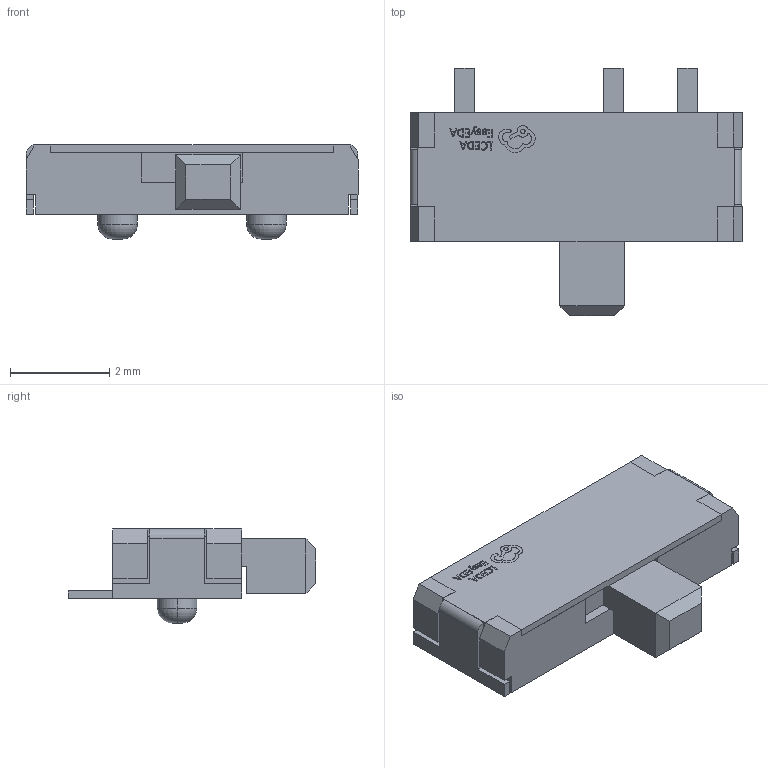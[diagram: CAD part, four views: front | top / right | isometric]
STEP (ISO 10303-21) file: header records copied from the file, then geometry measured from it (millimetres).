
FILE_DESCRIPTION (( 'STEP AP214' ), '1' );
FILE_NAME ('SW-SMD_SSSS810701.step', '2022-07-26T15:44:31', ( '' ), ( '' ), 'SwSTEP 2.0', 'SolidWorks 2020', '' );
FILE_SCHEMA (( 'AUTOMOTIVE_DESIGN' ));
Length unit declared in the file: millimetre
Products named in the file (1): SW-SMD_SSSS810701
Bounding box: 6.7 x 5 x 1.9 mm (x, y, z)
Volume: 26.3 mm3; surface area: 125.7 mm2
Topology: 27 solids, 27 shells, 456 faces, 1165 edges, 774 vertices
Faces by surface type: plane 334, bspline 112, cylinder 6, torus 4
Entity records: 19366 total; most frequent: CARTESIAN_POINT 4500, ORIENTED_EDGE 2330, DIRECTION 1647, EDGE_CURVE 1165, VECTOR 917, LINE 917, VERTEX_POINT 774, EDGE_LOOP 479
